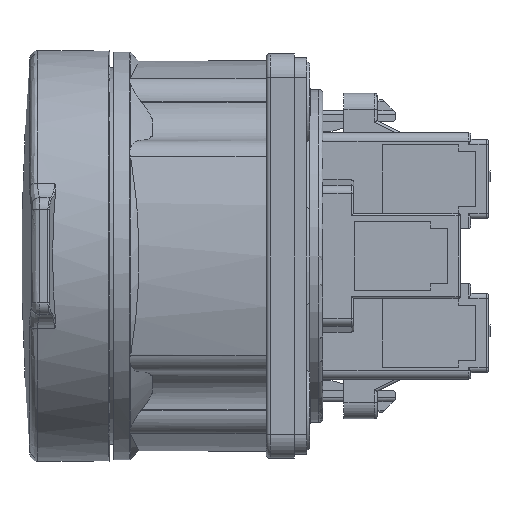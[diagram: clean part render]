
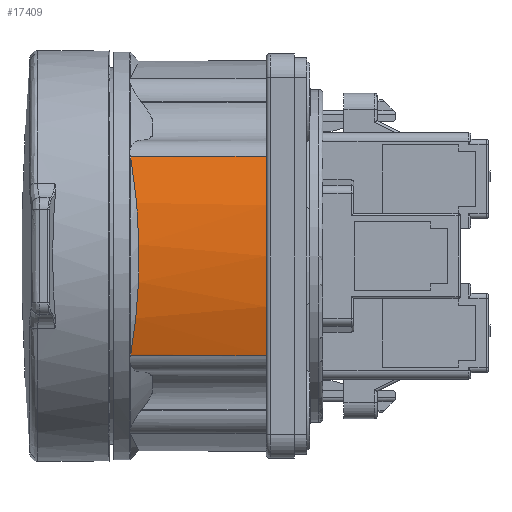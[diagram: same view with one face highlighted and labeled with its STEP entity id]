
A CAD part, left-side view. The second image highlights one B-rep face of the part: STEP entity #17409.
In plain terms, the highlighted cylindrical face has radius 36 mm (diameter 72 mm), a partial arc.
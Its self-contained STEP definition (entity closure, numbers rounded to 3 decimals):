
#117 = CARTESIAN_POINT ( 'NONE',  ( -23.926, 17.536, -3.577 ) ) ;
#1047 = VERTEX_POINT ( 'NONE', #2199 ) ;
#1187 = CARTESIAN_POINT ( 'NONE',  ( -21.947, 18.494, 12.263 ) ) ;
#1725 = CARTESIAN_POINT ( 'NONE',  ( -23.053, 17.962, 8.635 ) ) ;
#2199 = CARTESIAN_POINT ( 'NONE',  ( -21.923, 18.511, 12.328 ) ) ;
#2235 = CARTESIAN_POINT ( 'NONE',  ( -22.007, 18.462, -12.096 ) ) ;
#2326 = VECTOR ( 'NONE', #10592, 1000. ) ;
#2418 = CARTESIAN_POINT ( 'NONE',  ( -24.089, 17.455, 1.028 ) ) ;
#4027 = EDGE_CURVE ( 'NONE', #4929, #1047, #32039, .T. ) ;
#4090 = CIRCLE ( 'NONE', #32600, 36. ) ;
#4377 = DIRECTION ( 'NONE',  ( 0., -1., 0. ) ) ;
#4823 = DIRECTION ( 'NONE',  ( 0., 1., 0. ) ) ;
#4929 = VERTEX_POINT ( 'NONE', #22779 ) ;
#4998 = CARTESIAN_POINT ( 'NONE',  ( 11.9, -1.75, 0. ) ) ;
#6858 = ORIENTED_EDGE ( 'NONE', *, *, #35240, .F. ) ;
#7227 = CARTESIAN_POINT ( 'NONE',  ( -21.975, 18.477, 12.185 ) ) ;
#7510 = CYLINDRICAL_SURFACE ( 'NONE', #23350, 36. ) ;
#7592 = CARTESIAN_POINT ( 'NONE',  ( -23.53, 17.73, 6.381 ) ) ;
#7916 = CARTESIAN_POINT ( 'NONE',  ( -21.923, -1.75, -12.328 ) ) ;
#7945 = CARTESIAN_POINT ( 'NONE',  ( -23.879, 17.559, 4.112 ) ) ;
#8135 = CARTESIAN_POINT ( 'NONE',  ( -23.231, 17.876, -8.114 ) ) ;
#8358 = CARTESIAN_POINT ( 'NONE',  ( -22.007, 18.462, -12.096 ) ) ;
#9053 = CARTESIAN_POINT ( 'NONE',  ( -21.947, 18.494, -12.263 ) ) ;
#9411 = CARTESIAN_POINT ( 'NONE',  ( -22.007, 18.462, -12.096 ) ) ;
#9514 = CARTESIAN_POINT ( 'NONE',  ( -21.923, 18.511, -12.328 ) ) ;
#9570 = LINE ( 'NONE', #33503, #31997 ) ;
#9660 = DIRECTION ( 'NONE',  ( 0., 0., -1. ) ) ;
#9836 = DIRECTION ( 'NONE',  ( 0., 0., -1. ) ) ;
#9931 = CARTESIAN_POINT ( 'NONE',  ( -23.491, 17.749, 6.597 ) ) ;
#10592 = DIRECTION ( 'NONE',  ( 0., -1., 0. ) ) ;
#10794 = CARTESIAN_POINT ( 'NONE',  ( -23.595, 17.698, -6.006 ) ) ;
#11336 = EDGE_LOOP ( 'NONE', ( #34531, #26113, #32997, #25129, #31664, #6858 ) ) ;
#12064 = VERTEX_POINT ( 'NONE', #16234 ) ;
#12166 = B_SPLINE_CURVE_WITH_KNOTS ( 'NONE', 3,
 ( #22420, #9053, #32802, #8358 ),
 .UNSPECIFIED., .F., .F.,
 ( 4, 4 ),
 ( 0., 1. ),
 .UNSPECIFIED. ) ;
#12580 = CARTESIAN_POINT ( 'NONE',  ( -23.171, 17.904, 8.14 ) ) ;
#12751 = CARTESIAN_POINT ( 'NONE',  ( -23.546, 17.722, 6.289 ) ) ;
#13107 = VERTEX_POINT ( 'NONE', #9411 ) ;
#13919 = EDGE_CURVE ( 'NONE', #17578, #16413, #15912, .T. ) ;
#14901 = CARTESIAN_POINT ( 'NONE',  ( -22.007, 18.462, 12.096 ) ) ;
#15250 = CARTESIAN_POINT ( 'NONE',  ( -22.359, 18.295, 11.11 ) ) ;
#15501 = DIRECTION ( 'NONE',  ( 0., 1., 0. ) ) ;
#15590 = CARTESIAN_POINT ( 'NONE',  ( -22.664, 18.15, 10.12 ) ) ;
#15768 = CARTESIAN_POINT ( 'NONE',  ( -24.057, 17.471, -2.041 ) ) ;
#15912 = LINE ( 'NONE', #7916, #2326 ) ;
#16234 = CARTESIAN_POINT ( 'NONE',  ( -21.923, 1.75, 12.328 ) ) ;
#16378 = EDGE_CURVE ( 'NONE', #16413, #12064, #4090, .T. ) ;
#16413 = VERTEX_POINT ( 'NONE', #23730 ) ;
#17409 = ADVANCED_FACE ( 'NONE', ( #23211 ), #7510, .T. ) ;
#17578 = VERTEX_POINT ( 'NONE', #9514 ) ;
#17919 = CARTESIAN_POINT ( 'NONE',  ( -21.923, 18.511, 12.328 ) ) ;
#18625 = CARTESIAN_POINT ( 'NONE',  ( -23.871, 17.563, -4.089 ) ) ;
#18802 = CARTESIAN_POINT ( 'NONE',  ( -22.714, 18.127, -10.113 ) ) ;
#21490 = CARTESIAN_POINT ( 'NONE',  ( -23.584, 17.703, -6.072 ) ) ;
#21668 = CARTESIAN_POINT ( 'NONE',  ( -24.012, 17.494, 2.57 ) ) ;
#21849 = CARTESIAN_POINT ( 'NONE',  ( -23.746, 17.624, 5.141 ) ) ;
#22420 = CARTESIAN_POINT ( 'NONE',  ( -21.923, 18.511, -12.328 ) ) ;
#22673 = EDGE_CURVE ( 'NONE', #4929, #13107, #24021, .T. ) ;
#22779 = CARTESIAN_POINT ( 'NONE',  ( -22.007, 18.462, 12.096 ) ) ;
#23211 = FACE_OUTER_BOUND ( 'NONE', #11336, .T. ) ;
#23350 = AXIS2_PLACEMENT_3D ( 'NONE', #4998, #4823, #9660 ) ;
#23381 = CARTESIAN_POINT ( 'NONE',  ( 11.9, 1.75, 0. ) ) ;
#23458 = EDGE_CURVE ( 'NONE', #1047, #12064, #9570, .T. ) ;
#23476 = CARTESIAN_POINT ( 'NONE',  ( -23.332, 17.826, 7.399 ) ) ;
#23646 = CARTESIAN_POINT ( 'NONE',  ( -23.557, 17.716, 6.227 ) ) ;
#23730 = CARTESIAN_POINT ( 'NONE',  ( -21.923, 1.75, -12.328 ) ) ;
#24021 = B_SPLINE_CURVE_WITH_KNOTS ( 'NONE', 3,
 ( #14901, #15250, #15590, #1725, #12580, #23476, #34046, #9931, #7592, #12751, #23646, #26497, #21849, #7945, #21668, #26850, #2418, #29349, #35091, #15768, #117, #18625, #24170, #32765, #24719, #32585, #10794, #21490, #8135, #18802, #2235 ),
 .UNSPECIFIED., .F., .F.,
 ( 4, 2, 2, 1, 1, 1, 2, 2, 2, 2, 2, 2, 2, 1, 1, 2, 2, 4 ),
 ( 0., 0.125, 0.188, 0.219, 0.234, 0.242, 0.246, 0.25, 0.375, 0.438, 0.5, 0.625, 0.688, 0.719, 0.734, 0.742, 0.75, 1. ),
 .UNSPECIFIED. ) ;
#24170 = CARTESIAN_POINT ( 'NONE',  ( -23.772, 17.612, -4.856 ) ) ;
#24719 = CARTESIAN_POINT ( 'NONE',  ( -23.648, 17.672, -5.687 ) ) ;
#25129 = ORIENTED_EDGE ( 'NONE', *, *, #4027, .F. ) ;
#26113 = ORIENTED_EDGE ( 'NONE', *, *, #16378, .T. ) ;
#26497 = CARTESIAN_POINT ( 'NONE',  ( -23.563, 17.714, 6.198 ) ) ;
#26850 = CARTESIAN_POINT ( 'NONE',  ( -24.045, 17.477, 2.055 ) ) ;
#28802 = CARTESIAN_POINT ( 'NONE',  ( -22.007, 18.462, 12.096 ) ) ;
#29349 = CARTESIAN_POINT ( 'NONE',  ( -24.1, 17.45, 0.513 ) ) ;
#31664 = ORIENTED_EDGE ( 'NONE', *, *, #22673, .T. ) ;
#31997 = VECTOR ( 'NONE', #4377, 1000. ) ;
#32039 = B_SPLINE_CURVE_WITH_KNOTS ( 'NONE', 3,
 ( #28802, #7227, #1187, #17919 ),
 .UNSPECIFIED., .F., .F.,
 ( 4, 4 ),
 ( 0., 1. ),
 .UNSPECIFIED. ) ;
#32585 = CARTESIAN_POINT ( 'NONE',  ( -23.617, 17.687, -5.879 ) ) ;
#32600 = AXIS2_PLACEMENT_3D ( 'NONE', #23381, #15501, #9836 ) ;
#32765 = CARTESIAN_POINT ( 'NONE',  ( -23.718, 17.638, -5.24 ) ) ;
#32802 = CARTESIAN_POINT ( 'NONE',  ( -21.975, 18.477, -12.185 ) ) ;
#32997 = ORIENTED_EDGE ( 'NONE', *, *, #23458, .F. ) ;
#33503 = CARTESIAN_POINT ( 'NONE',  ( -21.923, 20.67, 12.328 ) ) ;
#34046 = CARTESIAN_POINT ( 'NONE',  ( -23.409, 17.789, 7.028 ) ) ;
#34531 = ORIENTED_EDGE ( 'NONE', *, *, #13919, .T. ) ;
#35091 = CARTESIAN_POINT ( 'NONE',  ( -24.1, 17.45, -1.017 ) ) ;
#35240 = EDGE_CURVE ( 'NONE', #17578, #13107, #12166, .T. ) ;
